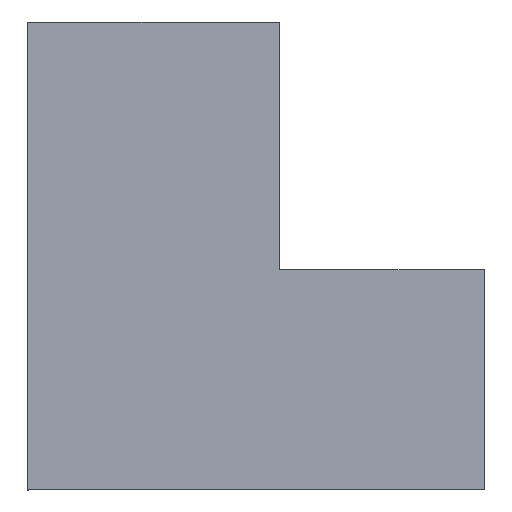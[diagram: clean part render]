
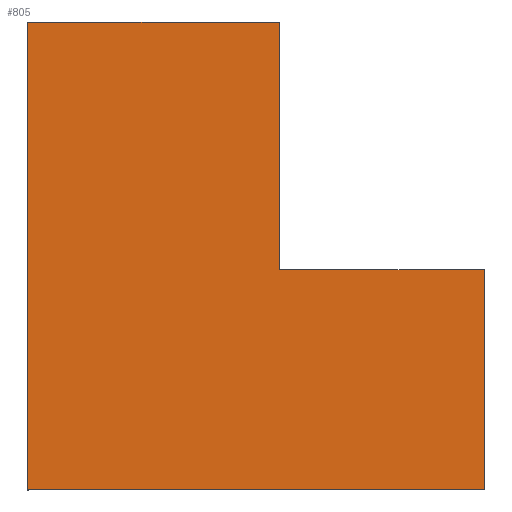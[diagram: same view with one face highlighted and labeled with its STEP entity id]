
A CAD part, top view. The second image highlights one B-rep face of the part: STEP entity #805.
In plain terms, the highlighted planar face has unit normal (0, 0, 1).
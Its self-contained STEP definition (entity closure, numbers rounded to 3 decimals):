
#762=AXIS2_PLACEMENT_3D('Plane Axis2P3D',#759,#760,#761) ;
#42=CARTESIAN_POINT('Vertex',(27.64,0.,14.9)) ;
#45=CARTESIAN_POINT('Line Origine',(13.82,0.,14.9)) ;
#49=CARTESIAN_POINT('Vertex',(0.,0.,14.9)) ;
#759=CARTESIAN_POINT('Axis2P3D Location',(0.,28.3,14.9)) ;
#764=CARTESIAN_POINT('Line Origine',(27.64,6.65,14.9)) ;
#768=CARTESIAN_POINT('Vertex',(27.64,13.3,14.9)) ;
#771=CARTESIAN_POINT('Line Origine',(21.44,13.3,14.9)) ;
#775=CARTESIAN_POINT('Vertex',(15.24,13.3,14.9)) ;
#778=CARTESIAN_POINT('Line Origine',(15.24,20.8,14.9)) ;
#782=CARTESIAN_POINT('Vertex',(15.24,28.3,14.9)) ;
#785=CARTESIAN_POINT('Line Origine',(7.62,28.3,14.9)) ;
#789=CARTESIAN_POINT('Vertex',(0.,28.3,14.9)) ;
#792=CARTESIAN_POINT('Line Origine',(0.,14.15,14.9)) ;
#46=DIRECTION('Vector Direction',(-1.,0.,0.)) ;
#760=DIRECTION('Axis2P3D Direction',(-0.,0.,1.)) ;
#761=DIRECTION('Axis2P3D XDirection',(0.,-1.,0.)) ;
#765=DIRECTION('Vector Direction',(0.,1.,0.)) ;
#772=DIRECTION('Vector Direction',(-1.,0.,0.)) ;
#779=DIRECTION('Vector Direction',(0.,-1.,0.)) ;
#786=DIRECTION('Vector Direction',(1.,0.,0.)) ;
#793=DIRECTION('Vector Direction',(0.,-1.,0.)) ;
#47=VECTOR('Line Direction',#46,1.) ;
#766=VECTOR('Line Direction',#765,1.) ;
#773=VECTOR('Line Direction',#772,1.) ;
#780=VECTOR('Line Direction',#779,1.) ;
#787=VECTOR('Line Direction',#786,1.) ;
#794=VECTOR('Line Direction',#793,1.) ;
#798=ORIENTED_EDGE('',*,*,#770,.T.) ;
#799=ORIENTED_EDGE('',*,*,#777,.T.) ;
#800=ORIENTED_EDGE('',*,*,#784,.T.) ;
#801=ORIENTED_EDGE('',*,*,#791,.F.) ;
#802=ORIENTED_EDGE('',*,*,#796,.F.) ;
#803=ORIENTED_EDGE('',*,*,#51,.F.) ;
#805=ADVANCED_FACE('HOUSING',(#804),#763,.T.) ;
#51=EDGE_CURVE('',#43,#50,#48,.T.) ;
#770=EDGE_CURVE('',#43,#769,#767,.T.) ;
#777=EDGE_CURVE('',#769,#776,#774,.T.) ;
#784=EDGE_CURVE('',#776,#783,#781,.F.) ;
#791=EDGE_CURVE('',#790,#783,#788,.T.) ;
#796=EDGE_CURVE('',#50,#790,#795,.F.) ;
#797=EDGE_LOOP('',(#798,#799,#800,#801,#802,#803)) ;
#804=FACE_OUTER_BOUND('',#797,.T.) ;
#48=LINE('Line',#45,#47) ;
#767=LINE('Line',#764,#766) ;
#774=LINE('Line',#771,#773) ;
#781=LINE('Line',#778,#780) ;
#788=LINE('Line',#785,#787) ;
#795=LINE('Line',#792,#794) ;
#763=PLANE('',#762) ;
#43=VERTEX_POINT('',#42) ;
#50=VERTEX_POINT('',#49) ;
#769=VERTEX_POINT('',#768) ;
#776=VERTEX_POINT('',#775) ;
#783=VERTEX_POINT('',#782) ;
#790=VERTEX_POINT('',#789) ;
